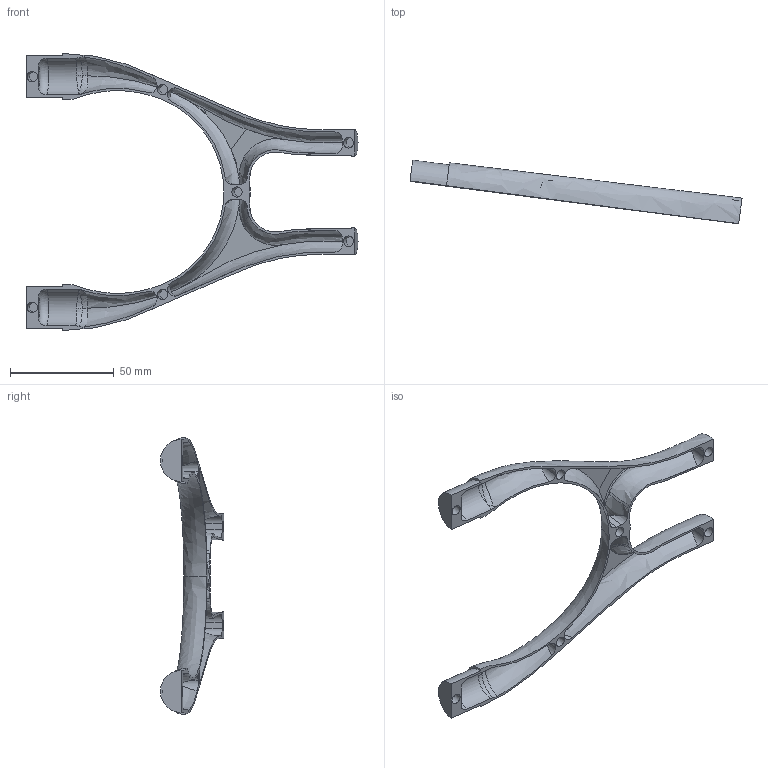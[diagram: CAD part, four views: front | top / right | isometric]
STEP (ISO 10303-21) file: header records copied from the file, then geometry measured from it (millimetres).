
FILE_DESCRIPTION (( 'STEP AP214' ), '1' );
FILE_NAME ('MS2060.STEP', '2013-04-16T19:21:13', ( '' ), ( '' ), 'SwSTEP 2.0', 'SolidWorks 2012', '' );
FILE_SCHEMA (( 'AUTOMOTIVE_DESIGN' ));
Length unit declared in the file: millimetre
Products named in the file (1): MS2060
Bounding box: 159.76 x 30.52 x 133.35 mm (x, y, z)
Volume: 15303.6 mm3; surface area: 23673.5 mm2
Topology: 1 solids, 1 shells, 83 faces, 215 edges, 143 vertices
Faces by surface type: bspline 30, cylinder 27, plane 24, torus 2
Full cylindrical faces by diameter (mm): 5 x7
Entity records: 35559 total; most frequent: CARTESIAN_POINT 33821, ORIENTED_EDGE 412, DIRECTION 242, EDGE_CURVE 206, VERTEX_POINT 143, B_SPLINE_CURVE_WITH_KNOTS 119, AXIS2_PLACEMENT_3D 104, EDGE_LOOP 101
